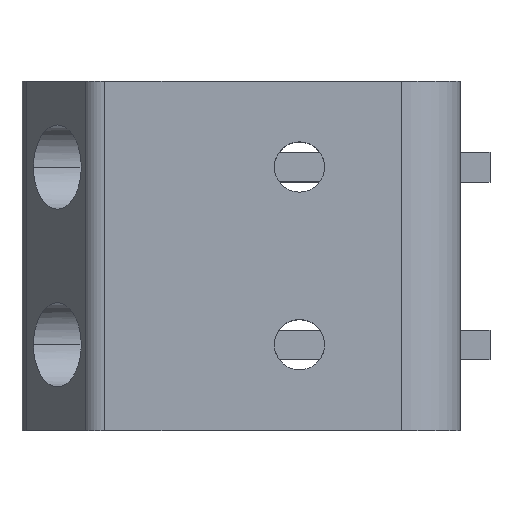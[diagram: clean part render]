
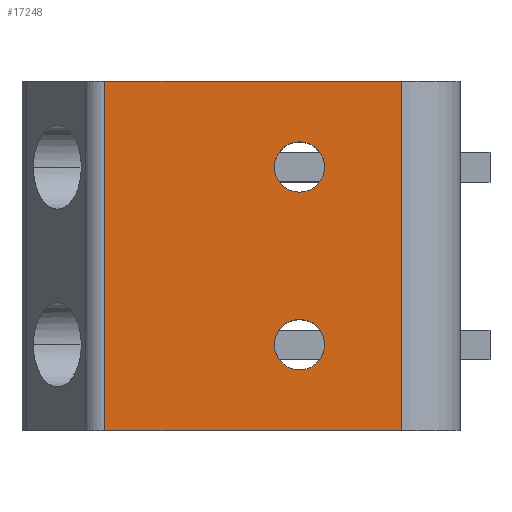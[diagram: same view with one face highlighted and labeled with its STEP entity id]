
A CAD part, top view. The second image highlights one B-rep face of the part: STEP entity #17248.
In plain terms, the highlighted planar face has unit normal (0, 0, 1).
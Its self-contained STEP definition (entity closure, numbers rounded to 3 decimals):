
#52 = VERTEX_POINT ( 'NONE', #6987 ) ;
#163 = CIRCLE ( 'NONE', #1788, 0.425 ) ;
#602 = DIRECTION ( 'NONE',  ( 0., 1., 0. ) ) ;
#671 = EDGE_CURVE ( 'NONE', #10427, #6807, #6951, .T. ) ;
#991 = DIRECTION ( 'NONE',  ( -1., 0., 0. ) ) ;
#1236 = VECTOR ( 'NONE', #991, 1000. ) ;
#1317 = AXIS2_PLACEMENT_3D ( 'NONE', #17128, #12823, #4760 ) ;
#1515 = VERTEX_POINT ( 'NONE', #7123 ) ;
#1788 = AXIS2_PLACEMENT_3D ( 'NONE', #7475, #5112, #3458 ) ;
#1995 = CARTESIAN_POINT ( 'NONE',  ( -3.7, -2.95, 2.7 ) ) ;
#2946 = AXIS2_PLACEMENT_3D ( 'NONE', #12311, #5670, #9924 ) ;
#3098 = EDGE_CURVE ( 'NONE', #9872, #10427, #13939, .T. ) ;
#3256 = ORIENTED_EDGE ( 'NONE', *, *, #3098, .T. ) ;
#3389 = VECTOR ( 'NONE', #602, 1000. ) ;
#3458 = DIRECTION ( 'NONE',  ( -1., 0., 0. ) ) ;
#3504 = VECTOR ( 'NONE', #16295, 1000. ) ;
#4413 = EDGE_LOOP ( 'NONE', ( #15475, #5556, #3256, #15732 ) ) ;
#4760 = DIRECTION ( 'NONE',  ( 1., 0., 0. ) ) ;
#4984 = LINE ( 'NONE', #6454, #1236 ) ;
#5005 = VECTOR ( 'NONE', #12898, 1000. ) ;
#5112 = DIRECTION ( 'NONE',  ( 0., 0., 1. ) ) ;
#5203 = AXIS2_PLACEMENT_3D ( 'NONE', #10069, #12812, #12454 ) ;
#5353 = ORIENTED_EDGE ( 'NONE', *, *, #12393, .F. ) ;
#5556 = ORIENTED_EDGE ( 'NONE', *, *, #12026, .T. ) ;
#5670 = DIRECTION ( 'NONE',  ( 0., 0., 1. ) ) ;
#5677 = LINE ( 'NONE', #12494, #3504 ) ;
#6454 = CARTESIAN_POINT ( 'NONE',  ( -3.7, 2.95, 2.7 ) ) ;
#6608 = CARTESIAN_POINT ( 'NONE',  ( 0.559, 1.5, 2.7 ) ) ;
#6807 = VERTEX_POINT ( 'NONE', #8780 ) ;
#6951 = LINE ( 'NONE', #8332, #3389 ) ;
#6987 = CARTESIAN_POINT ( 'NONE',  ( 1.409, -1.5, 2.7 ) ) ;
#7123 = CARTESIAN_POINT ( 'NONE',  ( -2.299, 2.95, 2.7 ) ) ;
#7425 = CIRCLE ( 'NONE', #8531, 0.425 ) ;
#7439 = EDGE_CURVE ( 'NONE', #6807, #1515, #4984, .T. ) ;
#7475 = CARTESIAN_POINT ( 'NONE',  ( 0.984, -1.5, 2.7 ) ) ;
#7892 = EDGE_CURVE ( 'NONE', #9386, #52, #163, .T. ) ;
#8332 = CARTESIAN_POINT ( 'NONE',  ( 2.7, 2.95, 2.7 ) ) ;
#8531 = AXIS2_PLACEMENT_3D ( 'NONE', #11391, #14130, #10078 ) ;
#8716 = VERTEX_POINT ( 'NONE', #6608 ) ;
#8780 = CARTESIAN_POINT ( 'NONE',  ( 2.7, 2.95, 2.7 ) ) ;
#9386 = VERTEX_POINT ( 'NONE', #12985 ) ;
#9457 = CARTESIAN_POINT ( 'NONE',  ( -2.299, -2.95, 2.7 ) ) ;
#9872 = VERTEX_POINT ( 'NONE', #9457 ) ;
#9924 = DIRECTION ( 'NONE',  ( 1., 0., 0. ) ) ;
#10026 = ORIENTED_EDGE ( 'NONE', *, *, #7892, .F. ) ;
#10069 = CARTESIAN_POINT ( 'NONE',  ( 0.984, 1.5, 2.7 ) ) ;
#10078 = DIRECTION ( 'NONE',  ( -1., 0., 0. ) ) ;
#10275 = FACE_BOUND ( 'NONE', #13360, .T. ) ;
#10427 = VERTEX_POINT ( 'NONE', #15925 ) ;
#11391 = CARTESIAN_POINT ( 'NONE',  ( 0.984, -1.5, 2.7 ) ) ;
#11754 = FACE_OUTER_BOUND ( 'NONE', #4413, .T. ) ;
#12026 = EDGE_CURVE ( 'NONE', #1515, #9872, #5677, .T. ) ;
#12311 = CARTESIAN_POINT ( 'NONE',  ( 0.984, 1.5, 2.7 ) ) ;
#12393 = EDGE_CURVE ( 'NONE', #8716, #14699, #12425, .T. ) ;
#12400 = CIRCLE ( 'NONE', #2946, 0.425 ) ;
#12425 = CIRCLE ( 'NONE', #5203, 0.425 ) ;
#12454 = DIRECTION ( 'NONE',  ( 1., 0., 0. ) ) ;
#12494 = CARTESIAN_POINT ( 'NONE',  ( -2.299, -2.95, 2.7 ) ) ;
#12812 = DIRECTION ( 'NONE',  ( 0., 0., 1. ) ) ;
#12823 = DIRECTION ( 'NONE',  ( 0., 0., 1. ) ) ;
#12898 = DIRECTION ( 'NONE',  ( 1., 0., 0. ) ) ;
#12985 = CARTESIAN_POINT ( 'NONE',  ( 0.559, -1.5, 2.7 ) ) ;
#12988 = PLANE ( 'NONE',  #1317 ) ;
#12999 = ORIENTED_EDGE ( 'NONE', *, *, #14590, .F. ) ;
#13088 = ORIENTED_EDGE ( 'NONE', *, *, #14177, .F. ) ;
#13332 = CARTESIAN_POINT ( 'NONE',  ( 1.409, 1.5, 2.7 ) ) ;
#13360 = EDGE_LOOP ( 'NONE', ( #12999, #10026 ) ) ;
#13939 = LINE ( 'NONE', #1995, #5005 ) ;
#14130 = DIRECTION ( 'NONE',  ( 0., 0., 1. ) ) ;
#14177 = EDGE_CURVE ( 'NONE', #14699, #8716, #12400, .T. ) ;
#14489 = FACE_BOUND ( 'NONE', #15748, .T. ) ;
#14590 = EDGE_CURVE ( 'NONE', #52, #9386, #7425, .T. ) ;
#14699 = VERTEX_POINT ( 'NONE', #13332 ) ;
#15475 = ORIENTED_EDGE ( 'NONE', *, *, #7439, .T. ) ;
#15732 = ORIENTED_EDGE ( 'NONE', *, *, #671, .T. ) ;
#15748 = EDGE_LOOP ( 'NONE', ( #13088, #5353 ) ) ;
#15925 = CARTESIAN_POINT ( 'NONE',  ( 2.7, -2.95, 2.7 ) ) ;
#16295 = DIRECTION ( 'NONE',  ( 0., -1., 0. ) ) ;
#17128 = CARTESIAN_POINT ( 'NONE',  ( 0., 0., 2.7 ) ) ;
#17248 = ADVANCED_FACE ( 'NONE', ( #14489, #10275, #11754 ), #12988, .T. ) ;
